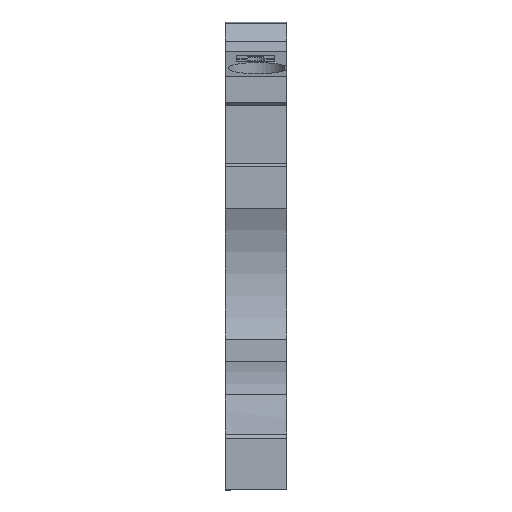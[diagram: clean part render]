
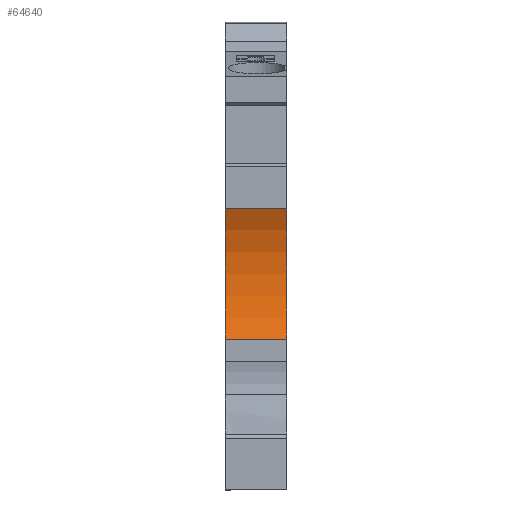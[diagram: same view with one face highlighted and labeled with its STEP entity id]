
A CAD part, front view. The second image highlights one B-rep face of the part: STEP entity #64640.
In plain terms, the highlighted cylindrical face has radius 15 mm (diameter 30 mm), a partial arc.
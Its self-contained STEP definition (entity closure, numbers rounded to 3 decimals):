
#37960=CARTESIAN_POINT('',(-28.899,18.585,
-47.52));
#37970=VERTEX_POINT('',#37960);
#38000=CARTESIAN_POINT('',(-43.341,22.639,
-47.52));
#38010=DIRECTION('',(0.,0.,-1.));
#38020=DIRECTION('',(0.985,0.174,
0.));
#38030=AXIS2_PLACEMENT_3D('',#38000,#38010,#38020);
#38040=CIRCLE('',#38030,15.);
#38050=CARTESIAN_POINT('',(-31.157,31.388,
-47.52));
#38060=VERTEX_POINT('',#38050);
#38070=EDGE_CURVE('',#38060,#37970,#38040,.T.);
#49790=CARTESIAN_POINT('',(-31.157,31.388,
-53.67));
#49800=VERTEX_POINT('',#49790);
#49850=CARTESIAN_POINT('',(-31.157,31.388,
-44.705));
#49860=DIRECTION('',(0.,0.,-1.));
#49870=VECTOR('',#49860,1.);
#49880=LINE('',#49850,#49870);
#49890=EDGE_CURVE('',#38060,#49800,#49880,.T.);
#52180=CARTESIAN_POINT('',(-43.341,22.639,
-53.67));
#52190=DIRECTION('',(0.,0.,-1.));
#52200=DIRECTION('',(0.985,0.174,
0.));
#52210=AXIS2_PLACEMENT_3D('',#52180,#52190,#52200);
#52220=CIRCLE('',#52210,15.);
#52230=CARTESIAN_POINT('',(-28.899,18.585,
-53.67));
#52240=VERTEX_POINT('',#52230);
#52250=EDGE_CURVE('',#49800,#52240,#52220,.T.);
#64480=CARTESIAN_POINT('',(-43.341,22.639,
-44.705));
#64490=DIRECTION('',(0.,0.,-1.));
#64500=DIRECTION('',(0.985,0.174,
0.));
#64510=AXIS2_PLACEMENT_3D('',#64480,#64490,#64500);
#64520=CYLINDRICAL_SURFACE('',#64510,15.);
#64530=CARTESIAN_POINT('',(-28.899,18.585,
-44.705));
#64540=DIRECTION('',(0.,0.,-1.));
#64550=VECTOR('',#64540,1.);
#64560=LINE('',#64530,#64550);
#64570=EDGE_CURVE('',#37970,#52240,#64560,.T.);
#64580=ORIENTED_EDGE('',*,*,#64570,.F.);
#64590=ORIENTED_EDGE('',*,*,#52250,.T.);
#64600=ORIENTED_EDGE('',*,*,#49890,.T.);
#64610=ORIENTED_EDGE('',*,*,#38070,.F.);
#64620=EDGE_LOOP('',(#64610,#64600,#64590,#64580));
#64630=FACE_OUTER_BOUND('',#64620,.T.);
#64640=ADVANCED_FACE('',(#64630),#64520,.F.);
